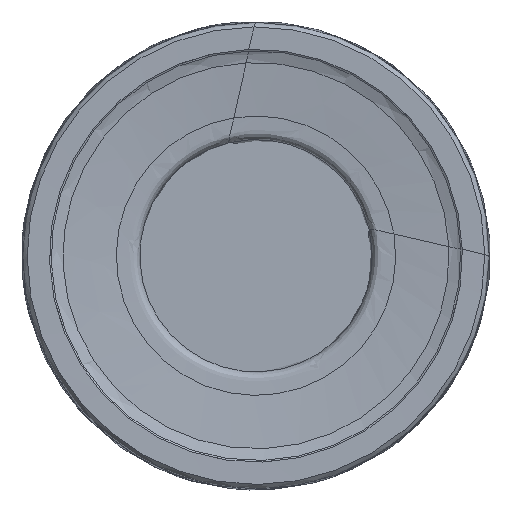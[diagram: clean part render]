
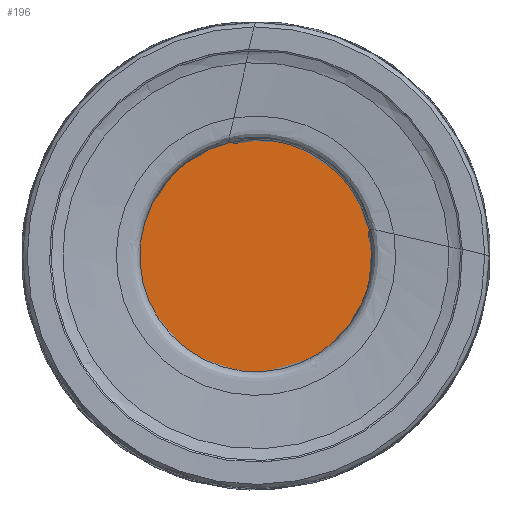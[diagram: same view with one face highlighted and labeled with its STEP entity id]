
A CAD part, left-side view. The second image highlights one B-rep face of the part: STEP entity #196.
In plain terms, the highlighted planar face has unit normal (-1, 0, 0).
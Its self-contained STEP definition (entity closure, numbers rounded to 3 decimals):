
#196=ADVANCED_FACE('',(#229),#227,.F.);
#227=PLANE('',#718);
#229=FACE_OUTER_BOUND('',#303,.T.);
#303=EDGE_LOOP('',(#377));
#377=ORIENTED_EDGE('',*,*,#563,.T.);
#512=VERTEX_POINT('',#967);
#563=EDGE_CURVE('',#512,#512,#642,.T.);
#642=CIRCLE('',#716,6.324);
#716=AXIS2_PLACEMENT_3D('',#966,#837,#838);
#718=AXIS2_PLACEMENT_3D('',#969,#841,#842);
#837=DIRECTION('',(-1.,0.,0.));
#838=DIRECTION('',(0.,0.,1.));
#841=DIRECTION('',(1.,0.,0.));
#842=DIRECTION('',(0.,0.,-1.));
#966=CARTESIAN_POINT('',(1.5,0.,0.));
#967=CARTESIAN_POINT('',(1.5,0.,6.324));
#969=CARTESIAN_POINT('',(1.5,0.,0.));
